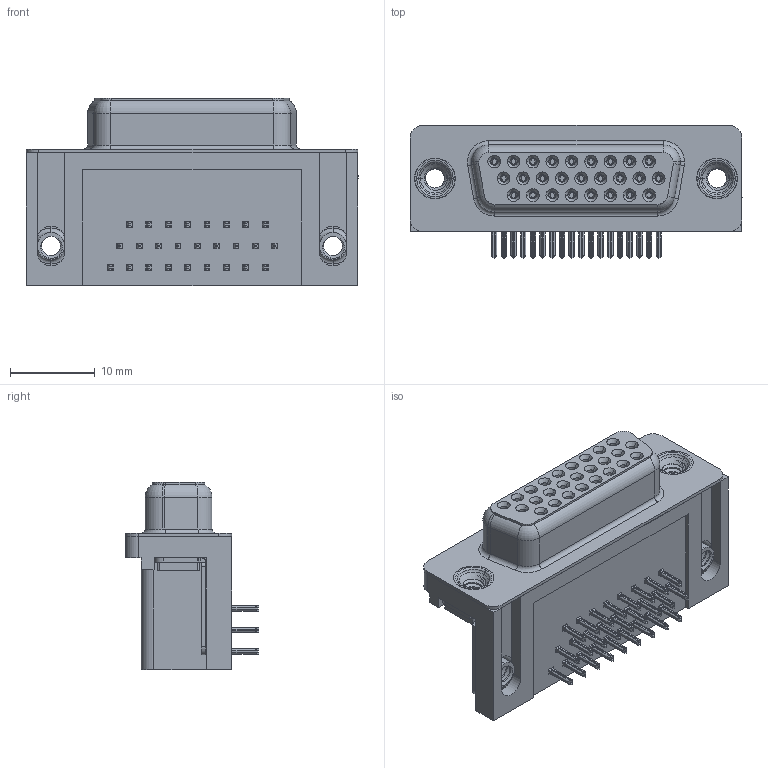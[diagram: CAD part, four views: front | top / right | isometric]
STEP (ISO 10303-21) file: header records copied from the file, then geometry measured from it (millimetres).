
FILE_DESCRIPTION (( 'STEP AP203' ), '1' );
FILE_NAME ('634-026-363-052.STEP', '2018-11-09T23:38:08', ( '' ), ( '' ), 'SwSTEP 2.0', 'SolidWorks 2016', '' );
FILE_SCHEMA (( 'CONFIG_CONTROL_DESIGN' ));
Length unit declared in the file: millimetre
Products named in the file (8): 4-40 Threaded Rivet; 634-026-363-052; 634 Housing_26 Socket; 634 Shell_26 Socket; Contact Bottom; Contact Middle; Contact Top; 4-40 Threaded Board Mount
Assembly tree (32 placements, depth 2):
  634-026-363-052
    634 Housing_26 Socket
    634 Shell_26 Socket
    Contact Bottom  x8
    Contact Middle  x9
    Contact Top  x9
    4-40 Threaded Board Mount  x2
    4-40 Threaded Rivet  x2
Bounding box: 39.22 x 15.73 x 22.1 mm (x, y, z)
Volume: 6378.9 mm3; surface area: 9159.8 mm2
Topology: 32 solids, 32 shells, 4011 faces, 10546 edges, 6626 vertices
Faces by surface type: plane 1771, cylinder 950, bspline 916, cone 324, torus 50
Entity records: 38609 total; most frequent: CARTESIAN_POINT 13810, ORIENTED_EDGE 5042, DIRECTION 4436, EDGE_CURVE 2521, VERTEX_POINT 1606, VECTOR 1582, LINE 1582, AXIS2_PLACEMENT_3D 1427
